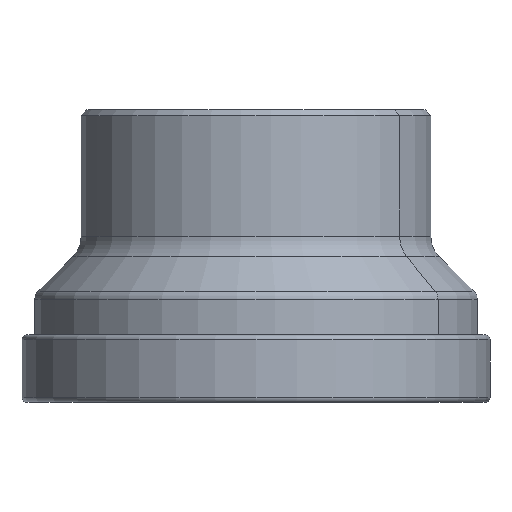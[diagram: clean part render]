
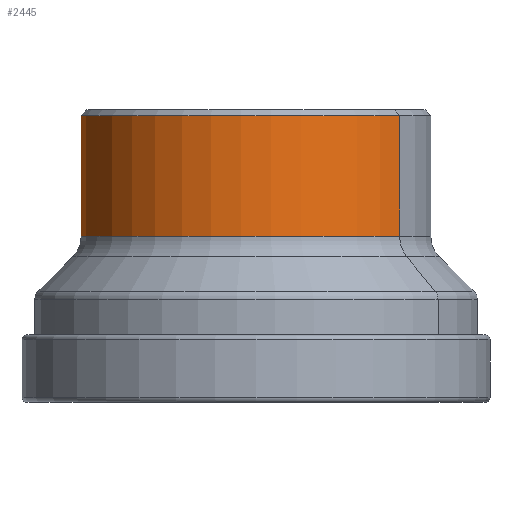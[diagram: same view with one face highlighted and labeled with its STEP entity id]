
A CAD part, left-side view. The second image highlights one B-rep face of the part: STEP entity #2445.
In plain terms, the highlighted cylindrical face has radius 30 mm (diameter 60 mm), a partial arc.
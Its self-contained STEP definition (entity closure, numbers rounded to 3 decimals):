
#64=CARTESIAN_POINT('',(0.,0.,-1.));
#65=DIRECTION('',(0.,0.,1.));
#66=DIRECTION('',(0.574,0.819,0.));
#67=AXIS2_PLACEMENT_3D('',#64,#65,#66);
#1116=DIRECTION('',(0.,0.,1.));
#1117=VECTOR('',#1116,20.601);
#1118=CARTESIAN_POINT('',(17.207,24.575,-21.601));
#1119=LINE('',#1118,#1117);
#1123=DIRECTION('',(0.,0.,1.));
#1124=VECTOR('',#1123,20.601);
#1125=CARTESIAN_POINT('',(-17.207,-24.575,
-21.601));
#1126=LINE('',#1125,#1124);
#1130=CARTESIAN_POINT('',(0.,0.,-21.601));
#1131=DIRECTION('',(0.,0.,1.));
#1132=DIRECTION('',(0.574,0.819,0.));
#1133=AXIS2_PLACEMENT_3D('',#1130,#1131,#1132);
#1138=CARTESIAN_POINT('',(17.207,24.575,-1.));
#1140=VERTEX_POINT('',#1138);
#1198=CARTESIAN_POINT('',(17.207,24.575,-21.601));
#1199=VERTEX_POINT('',#1198);
#1200=CARTESIAN_POINT('',(-17.207,-24.575,-1.));
#1202=VERTEX_POINT('',#1200);
#1260=CARTESIAN_POINT('',(-17.207,-24.575,
-21.601));
#1261=VERTEX_POINT('',#1260);
#2434=CARTESIAN_POINT('',(0.,0.,135.873));
#2435=DIRECTION('',(0.,0.,-1.));
#2436=DIRECTION('',(-0.574,-0.819,0.));
#2437=AXIS2_PLACEMENT_3D('',#2434,#2435,#2436);
#2438=CYLINDRICAL_SURFACE('',#2437,30.);
#2439=ORIENTED_EDGE('',*,*,#2425,.T.);
#2440=ORIENTED_EDGE('',*,*,#1319,.T.);
#2441=ORIENTED_EDGE('',*,*,#2428,.F.);
#2442=ORIENTED_EDGE('',*,*,#2399,.F.);
#2443=EDGE_LOOP('',(#2439,#2440,#2441,#2442));
#2444=FACE_OUTER_BOUND('',#2443,.F.);
#68=CIRCLE('',#67,30.);
#1134=CIRCLE('',#1133,30.);
#1319=EDGE_CURVE('',#1140,#1202,#68,.T.);
#2399=EDGE_CURVE('',#1199,#1261,#1134,.T.);
#2425=EDGE_CURVE('',#1199,#1140,#1119,.T.);
#2428=EDGE_CURVE('',#1261,#1202,#1126,.T.);
#2445=ADVANCED_FACE('',(#2444),#2438,.T.);
